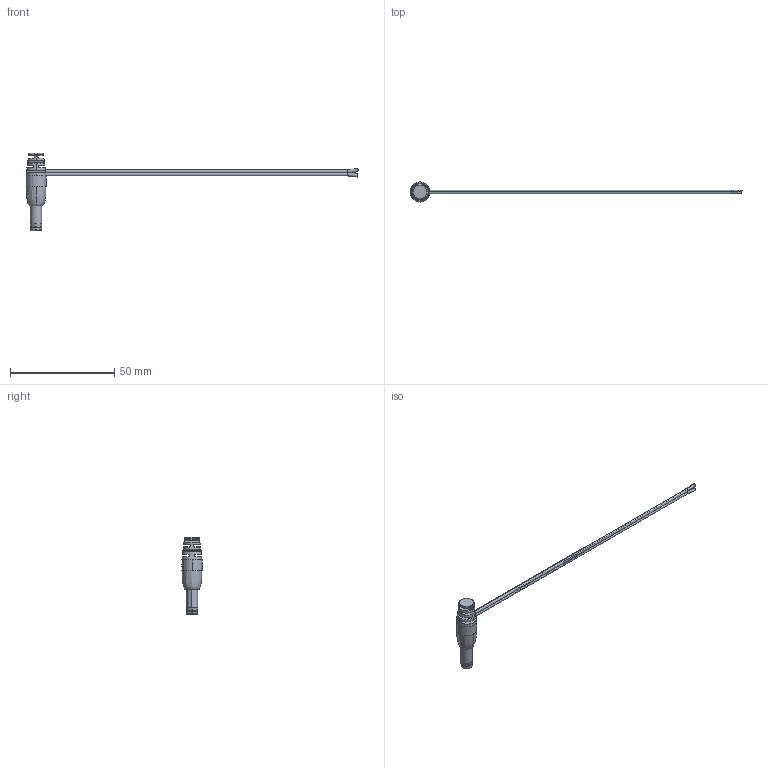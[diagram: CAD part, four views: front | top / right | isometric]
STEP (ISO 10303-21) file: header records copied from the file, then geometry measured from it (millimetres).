
FILE_DESCRIPTION (( 'STEP AP203' ), '1' );
FILE_NAME ('10-01936.step', '2016-09-15T23:50:51', ( '' ), ( '' ), 'SwSTEP 2.0', 'SolidWorks 2015', '' );
FILE_SCHEMA (( 'CONFIG_CONTROL_DESIGN' ));
Length unit declared in the file: millimetre
Products named in the file (7): 30-00418_housing; 24-00003; 50-00024; 10-01936; 50-00024 shell; 50-00024 contact; 50-00024 insulator
Assembly tree (6 placements, depth 3):
  10-01936
    30-00418_housing
    24-00003
    50-00024
      50-00024 contact
      50-00024 insulator
      50-00024 shell
Bounding box: 159.06 x 9.6 x 37 mm (x, y, z)
Volume: 2142.1 mm3; surface area: 7164.9 mm2
Topology: 31 solids, 31 shells, 439 faces, 1050 edges, 682 vertices
Faces by surface type: cylinder 157, plane 135, bspline 97, cone 26, torus 24
Entity records: 16529 total; most frequent: CARTESIAN_POINT 5992, ORIENTED_EDGE 2100, DIRECTION 1927, EDGE_CURVE 1050, AXIS2_PLACEMENT_3D 801, VERTEX_POINT 682, EDGE_LOOP 498, CIRCLE 449
